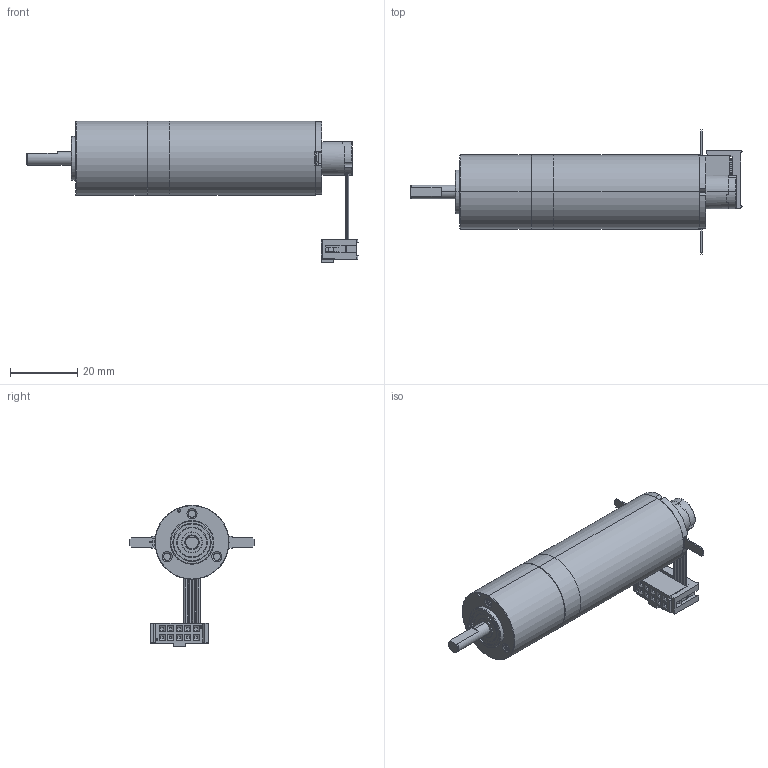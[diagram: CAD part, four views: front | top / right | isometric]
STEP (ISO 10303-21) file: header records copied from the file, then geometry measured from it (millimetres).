
FILE_DESCRIPTION(('STEP AP214'),'1');
FILE_NAME('cctmp_BA27942F-7986-4C43-8A7A-01E7FD2ECD84_2021_1_12_21_34_47_858..stp','2021-01-12T20:34:48',('maxon motor ag'),('CADClick - www.CADClick.com'),'Spatial InterOp 3D',' ','unknown authorization');
FILE_SCHEMA(('AUTOMOTIVE_DESIGN'));
Length unit declared in the file: millimetre
Products named in the file (12): 0
Assembly tree (11 placements, depth 2):
  (unnamed)
    0
    0
    0
    0
    0
    0
    0
    0
    0
    0
    0
Bounding box: 98.65 x 36.9 x 42 mm (x, y, z)
Volume: 14796.1 mm3; surface area: 15589.8 mm2
Topology: 15 solids, 15 shells, 1401 faces, 3813 edges, 2444 vertices
Faces by surface type: plane 1085, cylinder 180, cone 106, torus 28, sphere 2
Entity records: 55426 total; most frequent: CARTESIAN_POINT 7996, ORIENTED_EDGE 7622, DIRECTION 7153, EDGE_CURVE 3811, LINE 3243, VECTOR 3243, VERTEX_POINT 2444, AXIS2_PLACEMENT_3D 1955
